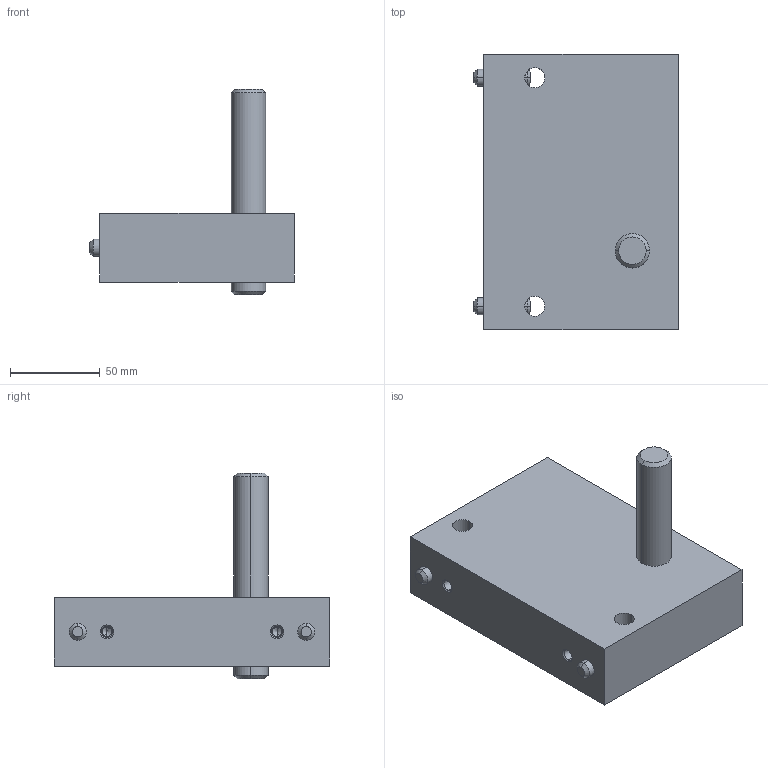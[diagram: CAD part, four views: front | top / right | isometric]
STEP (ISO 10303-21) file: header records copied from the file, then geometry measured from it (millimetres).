
FILE_DESCRIPTION (( 'STEP AP214' ), '1' );
FILE_NAME ('D1201578-v2 aLIGO Pcal Tooling, Periscope Pre-Alignment Tip Axis Pivot.STEP', '2013-01-11T05:31:13', ( 'ligo' ), ( 'Microsoft' ), 'SwSTEP 2.0', 'SolidWorks 2012', '' );
FILE_SCHEMA (( 'AUTOMOTIVE_DESIGN' ));
Length unit declared in the file: inch
Products named in the file (1): D1201578-v2 aLIGO Pcal Tooling, Periscope Pre-Alignment Tip Axis Pivot
Bounding box: 113.54 x 152.91 x 114.3 mm (x, y, z)
Volume: 642984.9 mm3; surface area: 67971.8 mm2
Topology: 4 solids, 4 shells, 58 faces, 134 edges, 82 vertices
Faces by surface type: cylinder 24, cone 20, plane 14
Entity records: 1847 total; most frequent: CARTESIAN_POINT 427, DIRECTION 296, ORIENTED_EDGE 260, EDGE_CURVE 130, AXIS2_PLACEMENT_3D 119, VERTEX_POINT 82, EDGE_LOOP 70, CIRCLE 60
